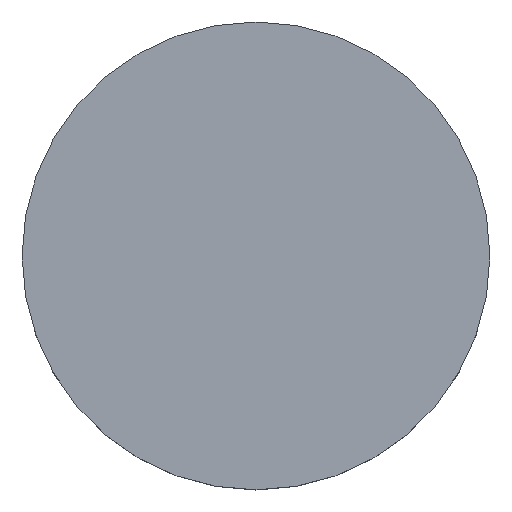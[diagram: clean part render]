
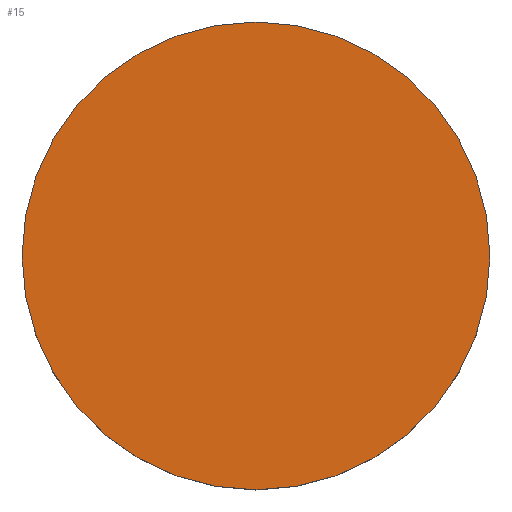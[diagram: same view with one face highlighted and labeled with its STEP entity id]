
A CAD part, top view. The second image highlights one B-rep face of the part: STEP entity #15.
In plain terms, the highlighted planar face has unit normal (0, 0, 1).
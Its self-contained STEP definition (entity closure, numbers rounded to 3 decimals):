
#5 = DIRECTION ( 'NONE',  ( 0., 0., 1. ) ) ;
#15 = ADVANCED_FACE ( 'NONE', ( #60 ), #32, .T. ) ;
#16 = ORIENTED_EDGE ( 'NONE', *, *, #26, .T. ) ;
#26 = EDGE_CURVE ( 'NONE', #34, #34, #119, .T. ) ;
#31 = CARTESIAN_POINT ( 'NONE',  ( 0., 0., 10. ) ) ;
#32 = PLANE ( 'NONE',  #122 ) ;
#34 = VERTEX_POINT ( 'NONE', #117 ) ;
#60 = FACE_OUTER_BOUND ( 'NONE', #121, .T. ) ;
#77 = CARTESIAN_POINT ( 'NONE',  ( 0., 0., 10. ) ) ;
#79 = DIRECTION ( 'NONE',  ( 0., 0., 1. ) ) ;
#99 = AXIS2_PLACEMENT_3D ( 'NONE', #31, #79, #127 ) ;
#107 = DIRECTION ( 'NONE',  ( 1., 0., 0. ) ) ;
#117 = CARTESIAN_POINT ( 'NONE',  ( 30., 0., 10. ) ) ;
#119 = CIRCLE ( 'NONE', #99, 30. ) ;
#121 = EDGE_LOOP ( 'NONE', ( #16 ) ) ;
#122 = AXIS2_PLACEMENT_3D ( 'NONE', #77, #5, #107 ) ;
#127 = DIRECTION ( 'NONE',  ( 1., 0., 0. ) ) ;
